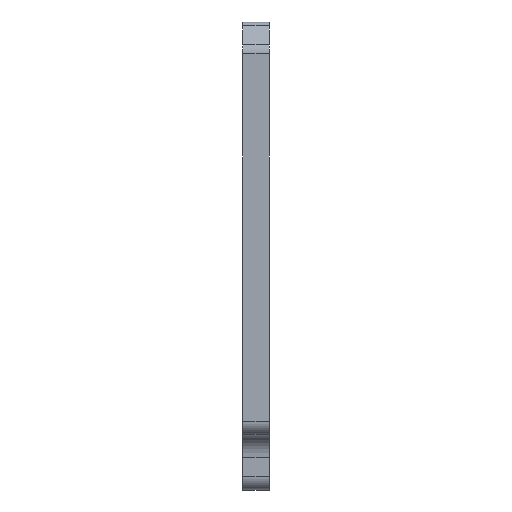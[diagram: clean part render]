
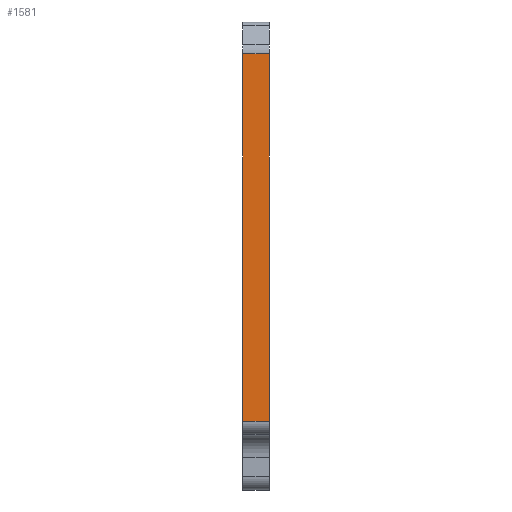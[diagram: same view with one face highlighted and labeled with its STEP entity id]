
A CAD part, left-side view. The second image highlights one B-rep face of the part: STEP entity #1581.
In plain terms, the highlighted planar face has unit normal (-1, 0, 0).
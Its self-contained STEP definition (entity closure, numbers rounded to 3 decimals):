
#54 = CARTESIAN_POINT ( 'NONE',  ( -7.5, 2., -4. ) ) ;
#116 = ORIENTED_EDGE ( 'NONE', *, *, #439, .T. ) ;
#121 = ORIENTED_EDGE ( 'NONE', *, *, #1275, .F. ) ;
#129 = FACE_OUTER_BOUND ( 'NONE', #663, .T. ) ;
#134 = ORIENTED_EDGE ( 'NONE', *, *, #1031, .T. ) ;
#150 = DIRECTION ( 'NONE',  ( 1., 0., 0. ) ) ;
#316 = LINE ( 'NONE', #1388, #535 ) ;
#328 = VERTEX_POINT ( 'NONE', #1347 ) ;
#381 = PLANE ( 'NONE',  #790 ) ;
#439 = EDGE_CURVE ( 'NONE', #900, #1319, #1387, .T. ) ;
#513 = DIRECTION ( 'NONE',  ( 0., -1., 0. ) ) ;
#535 = VECTOR ( 'NONE', #1537, 1000. ) ;
#652 = VECTOR ( 'NONE', #513, 1000. ) ;
#663 = EDGE_LOOP ( 'NONE', ( #134, #116, #121, #1525 ) ) ;
#731 = CARTESIAN_POINT ( 'NONE',  ( -7.5, 0., 25.586 ) ) ;
#790 = AXIS2_PLACEMENT_3D ( 'NONE', #930, #150, #957 ) ;
#802 = VECTOR ( 'NONE', #1492, 1000. ) ;
#857 = CARTESIAN_POINT ( 'NONE',  ( -7.5, 2., -2.3 ) ) ;
#893 = VERTEX_POINT ( 'NONE', #857 ) ;
#900 = VERTEX_POINT ( 'NONE', #731 ) ;
#930 = CARTESIAN_POINT ( 'NONE',  ( -7.5, 2., -4. ) ) ;
#957 = DIRECTION ( 'NONE',  ( 0., 0., -1. ) ) ;
#980 = VECTOR ( 'NONE', #1451, 1000. ) ;
#1012 = EDGE_CURVE ( 'NONE', #893, #328, #1039, .T. ) ;
#1031 = EDGE_CURVE ( 'NONE', #328, #900, #316, .T. ) ;
#1039 = LINE ( 'NONE', #1269, #652 ) ;
#1269 = CARTESIAN_POINT ( 'NONE',  ( -7.5, 2., -2.3 ) ) ;
#1275 = EDGE_CURVE ( 'NONE', #893, #1319, #1331, .T. ) ;
#1319 = VERTEX_POINT ( 'NONE', #1457 ) ;
#1331 = LINE ( 'NONE', #54, #980 ) ;
#1347 = CARTESIAN_POINT ( 'NONE',  ( -7.5, 0., -2.3 ) ) ;
#1387 = LINE ( 'NONE', #1608, #802 ) ;
#1388 = CARTESIAN_POINT ( 'NONE',  ( -7.5, 0., -4. ) ) ;
#1451 = DIRECTION ( 'NONE',  ( 0., 0., 1. ) ) ;
#1457 = CARTESIAN_POINT ( 'NONE',  ( -7.5, 2., 25.586 ) ) ;
#1492 = DIRECTION ( 'NONE',  ( 0., 1., 0. ) ) ;
#1525 = ORIENTED_EDGE ( 'NONE', *, *, #1012, .T. ) ;
#1537 = DIRECTION ( 'NONE',  ( 0., 0., 1. ) ) ;
#1581 = ADVANCED_FACE ( 'NONE', ( #129 ), #381, .F. ) ;
#1608 = CARTESIAN_POINT ( 'NONE',  ( -7.5, 2., 25.586 ) ) ;
